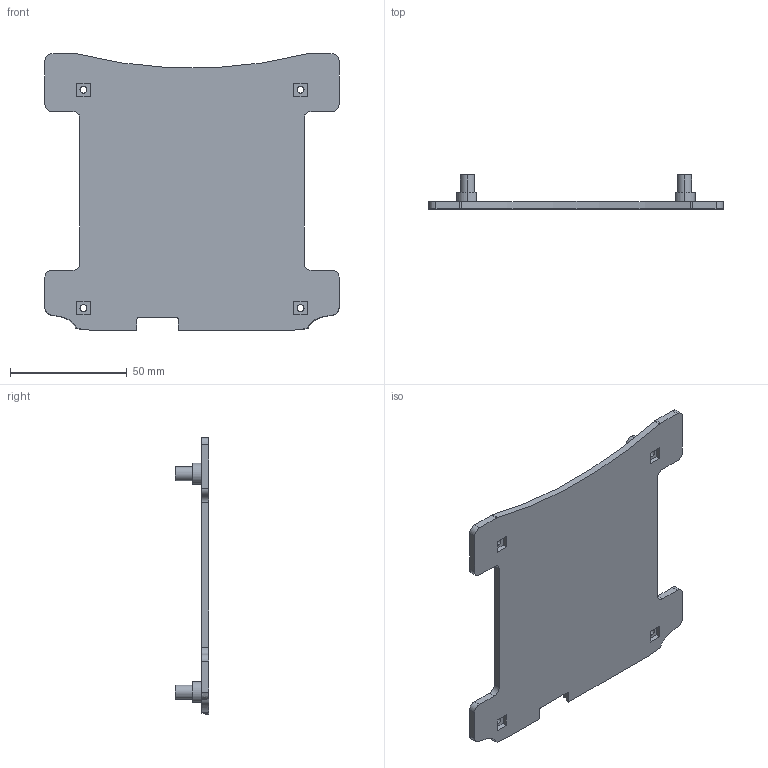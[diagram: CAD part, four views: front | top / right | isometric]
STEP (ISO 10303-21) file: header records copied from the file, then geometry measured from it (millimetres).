
FILE_DESCRIPTION (( 'STEP AP203' ), '1' );
FILE_NAME ('2015-09-25_Oberkoerper_PC-Einschub.STEP', '2015-09-25T20:02:09', ( '' ), ( '' ), 'SwSTEP 2.0', 'SolidWorks 2014', '' );
FILE_SCHEMA (( 'CONFIG_CONTROL_DESIGN' ));
Length unit declared in the file: millimetre
Products named in the file (1): 2015-09-25_Oberkoerper_PC-Einschub
Bounding box: 126 x 14.5 x 118.5 mm (x, y, z)
Volume: 37839.9 mm3; surface area: 27692.3 mm2
Topology: 1 solids, 1 shells, 206 faces, 542 edges, 361 vertices
Faces by surface type: plane 96, bspline 67, cylinder 43
Entity records: 10038 total; most frequent: CARTESIAN_POINT 5250, ORIENTED_EDGE 1084, DIRECTION 760, EDGE_CURVE 542, VERTEX_POINT 361, LINE 308, VECTOR 308, EDGE_LOOP 237
